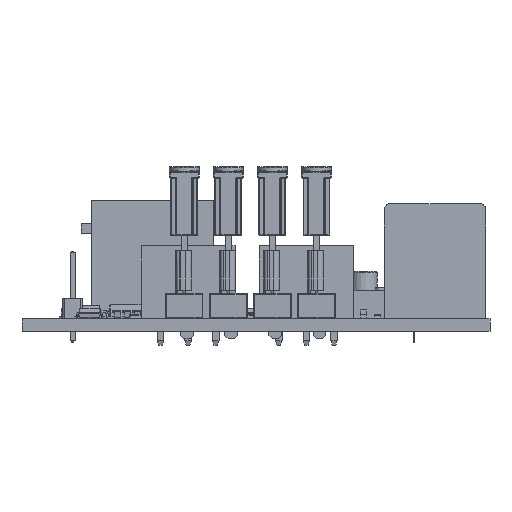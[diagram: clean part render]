
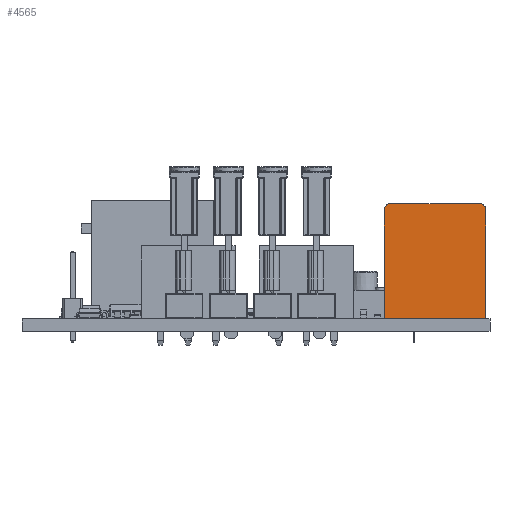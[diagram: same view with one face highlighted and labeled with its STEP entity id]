
A CAD part, front view. The second image highlights one B-rep face of the part: STEP entity #4565.
In plain terms, the highlighted free-form (B-spline) face has degree [1, 1] with [2, 2] control points.
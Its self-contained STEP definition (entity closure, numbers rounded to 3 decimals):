
#4000 = VERTEX_POINT('',#4001);
#4001 = CARTESIAN_POINT('',(0.,0.,0.));
#4006 = EDGE_CURVE('',#4000,#4007,#4009,.T.);
#4007 = VERTEX_POINT('',#4008);
#4008 = CARTESIAN_POINT('',(0.,12.88,0.));
#4009 = B_SPLINE_CURVE_WITH_KNOTS('',1,(#4010,#4011),.UNSPECIFIED.,.F.,
  .F.,(2,2),(-8.05,8.05),.PIECEWISE_BEZIER_KNOTS.);
#4010 = CARTESIAN_POINT('',(0.,0.,0.));
#4011 = CARTESIAN_POINT('',(0.,12.88,0.));
#4167 = EDGE_CURVE('',#4168,#4007,#4170,.T.);
#4168 = VERTEX_POINT('',#4169);
#4169 = CARTESIAN_POINT('',(0.,12.88,13.76));
#4170 = B_SPLINE_CURVE_WITH_KNOTS('',1,(#4171,#4172),.UNSPECIFIED.,.F.,
  .F.,(2,2),(1.,18.2),.PIECEWISE_BEZIER_KNOTS.);
#4171 = CARTESIAN_POINT('',(0.,12.88,13.76));
#4172 = CARTESIAN_POINT('',(0.,12.88,0.));
#4354 = VERTEX_POINT('',#4355);
#4355 = CARTESIAN_POINT('',(0.,0.,13.76));
#4360 = EDGE_CURVE('',#4354,#4000,#4361,.T.);
#4361 = B_SPLINE_CURVE_WITH_KNOTS('',1,(#4362,#4363),.UNSPECIFIED.,.F.,
  .F.,(2,2),(1.,18.2),.PIECEWISE_BEZIER_KNOTS.);
#4362 = CARTESIAN_POINT('',(0.,0.,13.76));
#4363 = CARTESIAN_POINT('',(0.,0.,0.));
#4543 = VERTEX_POINT('',#4544);
#4544 = CARTESIAN_POINT('',(0.,12.08,14.56));
#4549 = EDGE_CURVE('',#4550,#4543,#4552,.T.);
#4550 = VERTEX_POINT('',#4551);
#4551 = CARTESIAN_POINT('',(0.,0.8,14.56));
#4552 = B_SPLINE_CURVE_WITH_KNOTS('',1,(#4553,#4554),.UNSPECIFIED.,.F.,
  .F.,(2,2),(-7.05,7.05),.PIECEWISE_BEZIER_KNOTS.);
#4553 = CARTESIAN_POINT('',(0.,0.8,14.56));
#4554 = CARTESIAN_POINT('',(0.,12.08,14.56));
#4565 = ADVANCED_FACE('',(#4566),#4584,.T.);
#4566 = FACE_BOUND('',#4567,.T.);
#4567 = EDGE_LOOP('',(#4568,#4569,#4575,#4576,#4582,#4583));
#4568 = ORIENTED_EDGE('',*,*,#4360,.F.);
#4569 = ORIENTED_EDGE('',*,*,#4570,.T.);
#4570 = EDGE_CURVE('',#4354,#4550,#4571,.T.);
#4571 = ( BOUNDED_CURVE() B_SPLINE_CURVE(2,(#4572,#4573,#4574),
.UNSPECIFIED.,.F.,.F.) B_SPLINE_CURVE_WITH_KNOTS((3,3),(4.712,
6.283),.PIECEWISE_BEZIER_KNOTS.) CURVE() 
GEOMETRIC_REPRESENTATION_ITEM() RATIONAL_B_SPLINE_CURVE((1.,
0.707,1.)) REPRESENTATION_ITEM('') );
#4572 = CARTESIAN_POINT('',(0.,0.,13.76));
#4573 = CARTESIAN_POINT('',(0.,0.,14.56));
#4574 = CARTESIAN_POINT('',(0.,0.8,14.56));
#4575 = ORIENTED_EDGE('',*,*,#4549,.T.);
#4576 = ORIENTED_EDGE('',*,*,#4577,.T.);
#4577 = EDGE_CURVE('',#4543,#4168,#4578,.T.);
#4578 = ( BOUNDED_CURVE() B_SPLINE_CURVE(2,(#4579,#4580,#4581),
.UNSPECIFIED.,.F.,.F.) B_SPLINE_CURVE_WITH_KNOTS((3,3),(0.,
1.571),.PIECEWISE_BEZIER_KNOTS.) CURVE() 
GEOMETRIC_REPRESENTATION_ITEM() RATIONAL_B_SPLINE_CURVE((1.,
0.707,1.)) REPRESENTATION_ITEM('') );
#4579 = CARTESIAN_POINT('',(0.,12.08,14.56));
#4580 = CARTESIAN_POINT('',(0.,12.88,14.56));
#4581 = CARTESIAN_POINT('',(0.,12.88,13.76));
#4582 = ORIENTED_EDGE('',*,*,#4167,.T.);
#4583 = ORIENTED_EDGE('',*,*,#4006,.F.);
#4584 = B_SPLINE_SURFACE_WITH_KNOTS('',1,1,(
    (#4585,#4586)
    ,(#4587,#4588
    )),.UNSPECIFIED.,.F.,.F.,.F.,(2,2),(2,2),(-18.2,0.),(-8.05,8.05),
  .PIECEWISE_BEZIER_KNOTS.);
#4585 = CARTESIAN_POINT('',(0.,0.,0.));
#4586 = CARTESIAN_POINT('',(0.,12.88,0.));
#4587 = CARTESIAN_POINT('',(0.,0.,14.56));
#4588 = CARTESIAN_POINT('',(0.,12.88,14.56));
